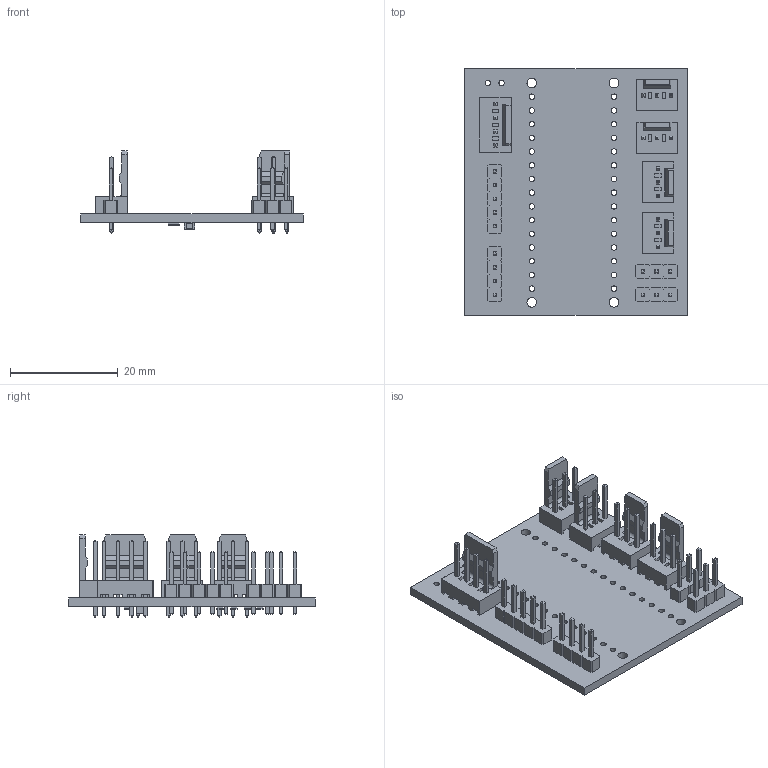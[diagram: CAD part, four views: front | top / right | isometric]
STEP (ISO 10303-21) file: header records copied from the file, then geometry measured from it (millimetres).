
FILE_DESCRIPTION(('FreeCAD Model'),'2;1');
FILE_NAME('DDI_shield.step', '2019-10-29T08:44:50',('Author'),(''), 'Open CASCADE STEP processor 7.3','FreeCAD','Unknown');
FILE_SCHEMA(('AUTOMOTIVE_DESIGN { 1 0 10303 214 1 1 1 1 }'));
Length unit declared in the file: millimetre
Products named in the file (23): DDI_shield; Board_Geoms; Local_CS; Pcb; Open CASCADE STEP translator 7.3 1.1.2.1; Step_Models; Top; J8_PinHeader_1x04_P254mm_Vertical_5DB0FFF6; J6_PinHeader_1x05_P254mm_Vertical_5BDEC227; J1_Molex_AE_6410_04A_5BDEC7D9; J2_Molex_AE_6410_03A_5BDEC804; J3_Molex_AE_6410_03A_5BDED261; J5_Molex_AE_6410_03A_5BDED08A; J7_Molex_AE_6410_03A_5BDED015; J9_PinHeader_1x03_P254mm_Vertical_5DB10023; J10_PinHeader_1x03_P254mm_Vertical_5DB102A2; Bot; R2_R_0805_2012Metric_5BDEC2A7; R3_R_0805_2012Metric_5BDEC2B8; R4_R_0805_2012Metric_5BDEC2C9; R5_R_0805_2012Metric_5BDEC2DA; C1_C_0805_2012Metric_5BDED3C8; R1_R_0805_2012Metric_5BDEC8C7
Assembly tree (22 placements, depth 4):
  DDI_shield
    Board_Geoms
      Local_CS
      Pcb
        Open CASCADE STEP translator 7.3 1.1.2.1
    Step_Models
      Top
        J8_PinHeader_1x04_P254mm_Vertical_5DB0FFF6
        J6_PinHeader_1x05_P254mm_Vertical_5BDEC227
        J1_Molex_AE_6410_04A_5BDEC7D9
        J2_Molex_AE_6410_03A_5BDEC804
        J3_Molex_AE_6410_03A_5BDED261
        J5_Molex_AE_6410_03A_5BDED08A
        J7_Molex_AE_6410_03A_5BDED015
        J9_PinHeader_1x03_P254mm_Vertical_5DB10023
        J10_PinHeader_1x03_P254mm_Vertical_5DB102A2
      Bot
        R2_R_0805_2012Metric_5BDEC2A7
        R3_R_0805_2012Metric_5BDEC2B8
        R4_R_0805_2012Metric_5BDEC2C9
        R5_R_0805_2012Metric_5BDEC2DA
        C1_C_0805_2012Metric_5BDED3C8
        R1_R_0805_2012Metric_5BDEC8C7
Bounding box: 41.27 x 45.72 x 15.26 mm (x, y, z)
Volume: 4193.7 mm3; surface area: 7257.2 mm2
Topology: 16 solids, 16 shells, 1088 faces, 2708 edges, 1716 vertices
Faces by surface type: plane 964, cylinder 124
Full cylindrical faces by diameter (mm): 1 x17, 1.016 x30, 1.2 x16, 1.778 x4
Entity records: 39366 total; most frequent: CARTESIAN_POINT 5535, ORIENTED_EDGE 5416, DIRECTION 5178, EDGE_CURVE 2708, LINE 2460, VECTOR 2460, VERTEX_POINT 1716, AXIS2_PLACEMENT_3D 1359
